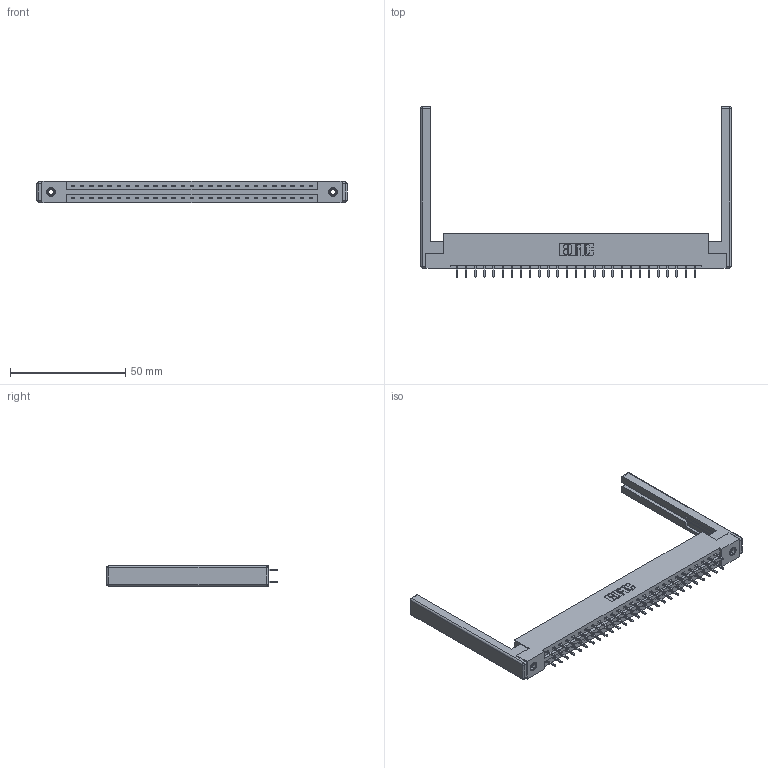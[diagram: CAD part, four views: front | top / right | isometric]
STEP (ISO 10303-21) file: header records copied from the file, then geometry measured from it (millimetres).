
FILE_DESCRIPTION (( 'STEP AP203' ), '1' );
FILE_NAME ('387-054-521-268.STEP', '2019-10-19T04:28:52', ( '' ), ( '' ), 'SwSTEP 2.0', 'SolidWorks 2016', '' );
FILE_SCHEMA (( 'CONFIG_CONTROL_DESIGN' ));
Length unit declared in the file: inch
Products named in the file (5): 345-292-001_345-293-121; 387-054-521-268; 337 Part_Flush Mounting Lugs - 0.156 Dia-TI; 307-220-068; 345-250-001_345-250-001-102
Assembly tree (59 placements, depth 2):
  387-054-521-268
    337 Part_Flush Mounting Lugs - 0.156 Dia-TI
    345-292-001_345-293-121  x54
    345-250-001_345-250-001-102  x2
    307-220-068  x2
Bounding box: 134.42 x 73.79 x 9.4 mm (x, y, z)
Volume: 18329 mm3; surface area: 19492.5 mm2
Topology: 59 solids, 59 shells, 3184 faces, 9395 edges, 6170 vertices
Faces by surface type: plane 2210, cylinder 950, cone 12, sphere 8, torus 4
Entity records: 25652 total; most frequent: CARTESIAN_POINT 4299, ORIENTED_EDGE 4224, DIRECTION 3754, EDGE_CURVE 2112, VECTOR 1934, LINE 1934, VERTEX_POINT 1398, AXIS2_PLACEMENT_3D 910
